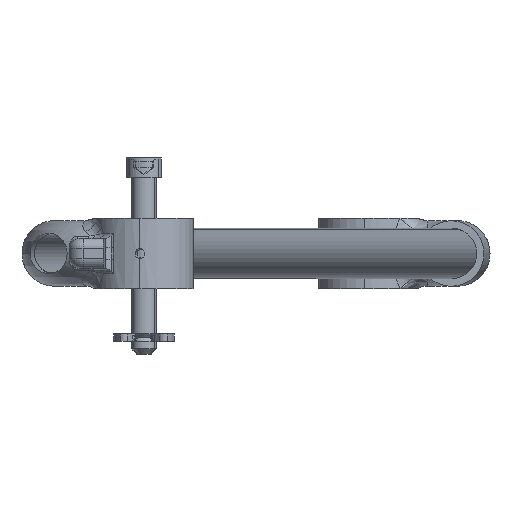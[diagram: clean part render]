
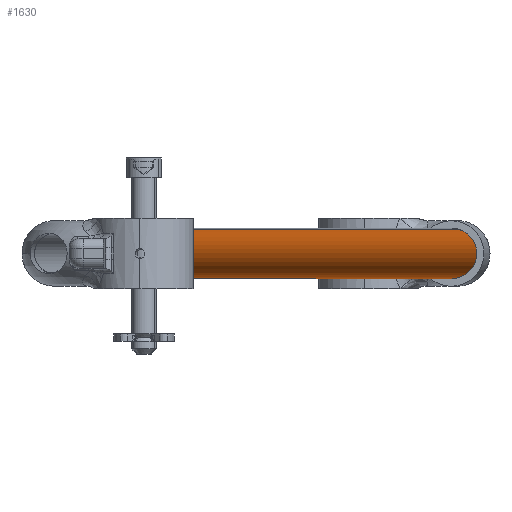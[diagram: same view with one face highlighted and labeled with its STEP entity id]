
A CAD part, left-side view. The second image highlights one B-rep face of the part: STEP entity #1630.
In plain terms, the highlighted cylindrical face has radius 5 mm (diameter 10 mm), a partial arc.
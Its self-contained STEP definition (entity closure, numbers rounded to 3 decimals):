
#207 = VERTEX_POINT ( 'NONE', #843 ) ;
#488 = FACE_OUTER_BOUND ( 'NONE', #3580, .T. ) ;
#779 = ORIENTED_EDGE ( 'NONE', *, *, #3861, .T. ) ;
#843 = CARTESIAN_POINT ( 'NONE',  ( 1070.439, 317.873, -4.719 ) ) ;
#1469 = DIRECTION ( 'NONE',  ( 0.997, -0.08, 0. ) ) ;
#1482 = DIRECTION ( 'NONE',  ( -0.026, -0.33, 0.944 ) ) ;
#1544 = EDGE_CURVE ( 'NONE', #207, #4336, #3310, .T. ) ;
#1630 = ADVANCED_FACE ( 'NONE', ( #488 ), #6278, .T. ) ;
#1708 = VERTEX_POINT ( 'NONE', #6067 ) ;
#1997 = AXIS2_PLACEMENT_3D ( 'NONE', #6009, #4397, #1482 ) ;
#2272 = DIRECTION ( 'NONE',  ( 0.997, -0.08, 0. ) ) ;
#2342 = DIRECTION ( 'NONE',  ( 0.026, 0.33, -0.944 ) ) ;
#2433 = CARTESIAN_POINT ( 'NONE',  ( 73.636, 397.767, -4.719 ) ) ;
#2778 = CARTESIAN_POINT ( 'NONE',  ( 73.504, 396.119, 0. ) ) ;
#2885 = DIRECTION ( 'NONE',  ( 0.997, -0.08, 0. ) ) ;
#3163 = ORIENTED_EDGE ( 'NONE', *, *, #3681, .F. ) ;
#3310 = CIRCLE ( 'NONE', #1997, 5. ) ;
#3339 = VERTEX_POINT ( 'NONE', #2433 ) ;
#3580 = EDGE_LOOP ( 'NONE', ( #4283, #3163, #779, #5156 ) ) ;
#3681 = EDGE_CURVE ( 'NONE', #3339, #1708, #3808, .T. ) ;
#3808 = CIRCLE ( 'NONE', #6601, 5. ) ;
#3861 = EDGE_CURVE ( 'NONE', #3339, #207, #6477, .T. ) ;
#4283 = ORIENTED_EDGE ( 'NONE', *, *, #6986, .F. ) ;
#4336 = VERTEX_POINT ( 'NONE', #6797 ) ;
#4397 = DIRECTION ( 'NONE',  ( -0.997, 0.08, 0. ) ) ;
#4415 = AXIS2_PLACEMENT_3D ( 'NONE', #7415, #2272, #2342 ) ;
#5064 = DIRECTION ( 'NONE',  ( -0.997, 0.08, 0. ) ) ;
#5156 = ORIENTED_EDGE ( 'NONE', *, *, #1544, .T. ) ;
#5172 = LINE ( 'NONE', #5701, #5761 ) ;
#5388 = CARTESIAN_POINT ( 'NONE',  ( 73.636, 397.767, -4.719 ) ) ;
#5701 = CARTESIAN_POINT ( 'NONE',  ( 73.371, 394.472, 4.719 ) ) ;
#5761 = VECTOR ( 'NONE', #2885, 1000. ) ;
#6009 = CARTESIAN_POINT ( 'NONE',  ( 1070.307, 316.225, 0. ) ) ;
#6067 = CARTESIAN_POINT ( 'NONE',  ( 73.371, 394.472, 4.719 ) ) ;
#6278 = CYLINDRICAL_SURFACE ( 'NONE', #4415, 5. ) ;
#6477 = LINE ( 'NONE', #5388, #7239 ) ;
#6601 = AXIS2_PLACEMENT_3D ( 'NONE', #2778, #5064, #7417 ) ;
#6797 = CARTESIAN_POINT ( 'NONE',  ( 1070.175, 314.578, 4.719 ) ) ;
#6986 = EDGE_CURVE ( 'NONE', #1708, #4336, #5172, .T. ) ;
#7239 = VECTOR ( 'NONE', #1469, 1000. ) ;
#7415 = CARTESIAN_POINT ( 'NONE',  ( 73.504, 396.119, 0. ) ) ;
#7417 = DIRECTION ( 'NONE',  ( -0.026, -0.33, 0.944 ) ) ;
